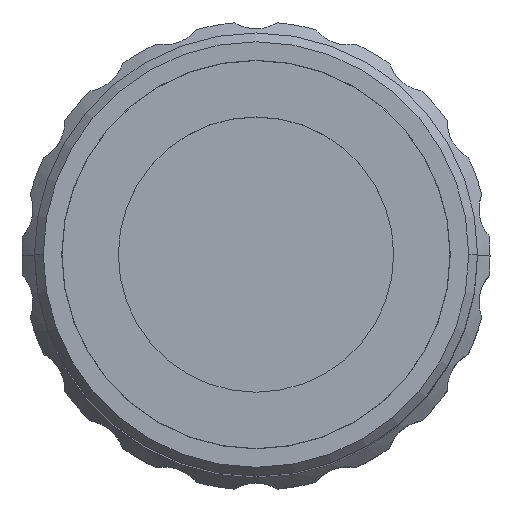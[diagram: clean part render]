
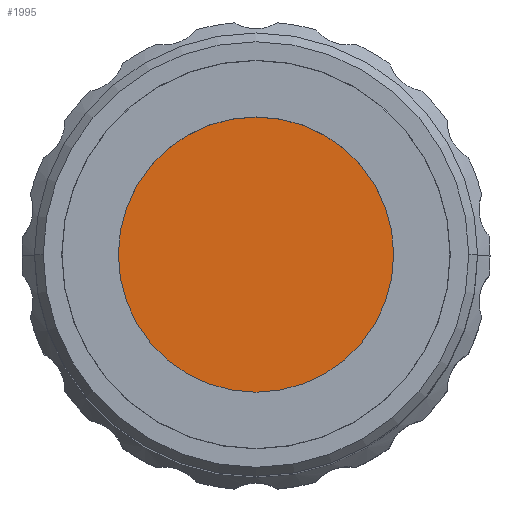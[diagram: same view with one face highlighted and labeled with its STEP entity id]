
A CAD part, top view. The second image highlights one B-rep face of the part: STEP entity #1995.
In plain terms, the highlighted planar face has unit normal (0, 0, 1).
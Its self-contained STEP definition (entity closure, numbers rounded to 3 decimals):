
#42 = ORIENTED_EDGE ( 'NONE', *, *, #69, .T. ) ;
#69 = EDGE_CURVE ( 'NONE', #2582, #1712, #1941, .T. ) ;
#142 = CARTESIAN_POINT ( 'NONE',  ( 0., 0., 90.854 ) ) ;
#333 = CARTESIAN_POINT ( 'NONE',  ( -10., 0., 90.854 ) ) ;
#573 = DIRECTION ( 'NONE',  ( 0., 0., -1. ) ) ;
#599 = EDGE_LOOP ( 'NONE', ( #42, #657 ) ) ;
#657 = ORIENTED_EDGE ( 'NONE', *, *, #927, .T. ) ;
#738 = PLANE ( 'NONE',  #2141 ) ;
#833 = AXIS2_PLACEMENT_3D ( 'NONE', #988, #2233, #2030 ) ;
#927 = EDGE_CURVE ( 'NONE', #1712, #2582, #2133, .T. ) ;
#988 = CARTESIAN_POINT ( 'NONE',  ( 0., 0., 90.854 ) ) ;
#1372 = CARTESIAN_POINT ( 'NONE',  ( 0., 10., 90.854 ) ) ;
#1404 = CARTESIAN_POINT ( 'NONE',  ( 10., 0., 90.854 ) ) ;
#1712 = VERTEX_POINT ( 'NONE', #333 ) ;
#1713 = FACE_OUTER_BOUND ( 'NONE', #599, .T. ) ;
#1941 = CIRCLE ( 'NONE', #2425, 10. ) ;
#1995 = ADVANCED_FACE ( 'NONE', ( #1713 ), #738, .F. ) ;
#2030 = DIRECTION ( 'NONE',  ( 1., 0., 0. ) ) ;
#2133 = CIRCLE ( 'NONE', #833, 10. ) ;
#2141 = AXIS2_PLACEMENT_3D ( 'NONE', #1372, #573, #2176 ) ;
#2159 = DIRECTION ( 'NONE',  ( 1., 0., 0. ) ) ;
#2176 = DIRECTION ( 'NONE',  ( -1., 0., 0. ) ) ;
#2233 = DIRECTION ( 'NONE',  ( 0., 0., 1. ) ) ;
#2339 = DIRECTION ( 'NONE',  ( 0., 0., 1. ) ) ;
#2425 = AXIS2_PLACEMENT_3D ( 'NONE', #142, #2339, #2159 ) ;
#2582 = VERTEX_POINT ( 'NONE', #1404 ) ;
